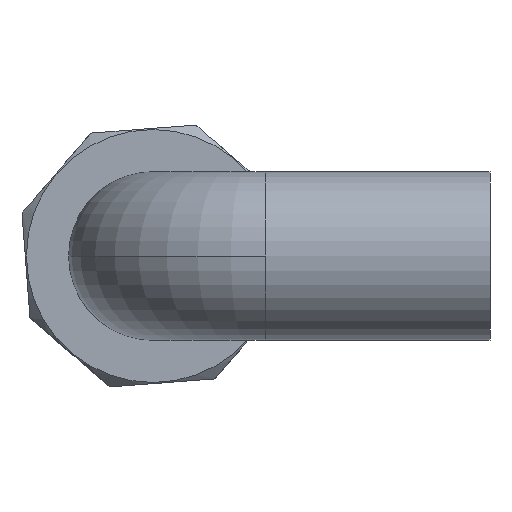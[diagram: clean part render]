
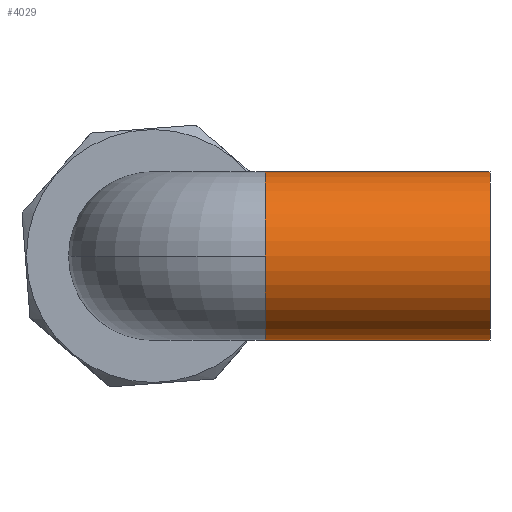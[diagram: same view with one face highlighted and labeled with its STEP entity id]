
A CAD part, left-side view. The second image highlights one B-rep face of the part: STEP entity #4029.
In plain terms, the highlighted cylindrical face has radius 7.5 mm (diameter 15 mm), a partial arc.
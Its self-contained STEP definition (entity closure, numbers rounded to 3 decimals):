
#99 = VERTEX_POINT ( 'NONE', #3847 ) ;
#298 = DIRECTION ( 'NONE',  ( 0., 0., 1. ) ) ;
#588 = ORIENTED_EDGE ( 'NONE', *, *, #1094, .F. ) ;
#635 = CIRCLE ( 'NONE', #5466, 7.5 ) ;
#897 = CARTESIAN_POINT ( 'NONE',  ( 0., 0., 7.5 ) ) ;
#1094 = EDGE_CURVE ( 'NONE', #1840, #2293, #2644, .T. ) ;
#1151 = AXIS2_PLACEMENT_3D ( 'NONE', #3167, #1157, #4159 ) ;
#1157 = DIRECTION ( 'NONE',  ( 0., -1., 0. ) ) ;
#1476 = ORIENTED_EDGE ( 'NONE', *, *, #6384, .T. ) ;
#1487 = EDGE_CURVE ( 'NONE', #2771, #5342, #2604, .T. ) ;
#1774 = DIRECTION ( 'NONE',  ( 0., 1., 0. ) ) ;
#1840 = VERTEX_POINT ( 'NONE', #4481 ) ;
#1986 = AXIS2_PLACEMENT_3D ( 'NONE', #4763, #4826, #298 ) ;
#2293 = VERTEX_POINT ( 'NONE', #4587 ) ;
#2383 = CARTESIAN_POINT ( 'NONE',  ( 0., 20., 7.5 ) ) ;
#2604 = CIRCLE ( 'NONE', #1986, 7.5 ) ;
#2644 = LINE ( 'NONE', #6122, #5902 ) ;
#2752 = LINE ( 'NONE', #897, #5473 ) ;
#2771 = VERTEX_POINT ( 'NONE', #2383 ) ;
#2801 = AXIS2_PLACEMENT_3D ( 'NONE', #6302, #2854, #5287 ) ;
#2854 = DIRECTION ( 'NONE',  ( 0., 1., 0. ) ) ;
#2950 = ORIENTED_EDGE ( 'NONE', *, *, #6134, .F. ) ;
#3167 = CARTESIAN_POINT ( 'NONE',  ( 0., 20., 0. ) ) ;
#3229 = CARTESIAN_POINT ( 'NONE',  ( -7.5, 20., 0. ) ) ;
#3673 = DIRECTION ( 'NONE',  ( 0., 1., 0. ) ) ;
#3730 = CYLINDRICAL_SURFACE ( 'NONE', #2801, 7.5 ) ;
#3847 = CARTESIAN_POINT ( 'NONE',  ( 0., 0., 7.5 ) ) ;
#3889 = DIRECTION ( 'NONE',  ( 0., -1., 0. ) ) ;
#4029 = ADVANCED_FACE ( 'NONE', ( #4659 ), #3730, .T. ) ;
#4159 = DIRECTION ( 'NONE',  ( 0., 0., 1. ) ) ;
#4322 = ORIENTED_EDGE ( 'NONE', *, *, #1487, .T. ) ;
#4481 = CARTESIAN_POINT ( 'NONE',  ( 0., 0., -7.5 ) ) ;
#4587 = CARTESIAN_POINT ( 'NONE',  ( 0., 20., -7.5 ) ) ;
#4659 = FACE_OUTER_BOUND ( 'NONE', #5216, .T. ) ;
#4763 = CARTESIAN_POINT ( 'NONE',  ( 0., 20., 0. ) ) ;
#4812 = CARTESIAN_POINT ( 'NONE',  ( 0., 0., 0. ) ) ;
#4826 = DIRECTION ( 'NONE',  ( 0., -1., 0. ) ) ;
#5071 = EDGE_CURVE ( 'NONE', #5342, #2293, #5671, .T. ) ;
#5216 = EDGE_LOOP ( 'NONE', ( #588, #2950, #1476, #4322, #5662 ) ) ;
#5287 = DIRECTION ( 'NONE',  ( 0., 0., 1. ) ) ;
#5342 = VERTEX_POINT ( 'NONE', #3229 ) ;
#5466 = AXIS2_PLACEMENT_3D ( 'NONE', #4812, #3889, #5720 ) ;
#5473 = VECTOR ( 'NONE', #1774, 1000. ) ;
#5662 = ORIENTED_EDGE ( 'NONE', *, *, #5071, .T. ) ;
#5671 = CIRCLE ( 'NONE', #1151, 7.5 ) ;
#5720 = DIRECTION ( 'NONE',  ( 0., 0., 1. ) ) ;
#5902 = VECTOR ( 'NONE', #3673, 1000. ) ;
#6122 = CARTESIAN_POINT ( 'NONE',  ( 0., 0., -7.5 ) ) ;
#6134 = EDGE_CURVE ( 'NONE', #99, #1840, #635, .T. ) ;
#6302 = CARTESIAN_POINT ( 'NONE',  ( 0., 0., 0. ) ) ;
#6384 = EDGE_CURVE ( 'NONE', #99, #2771, #2752, .T. ) ;
